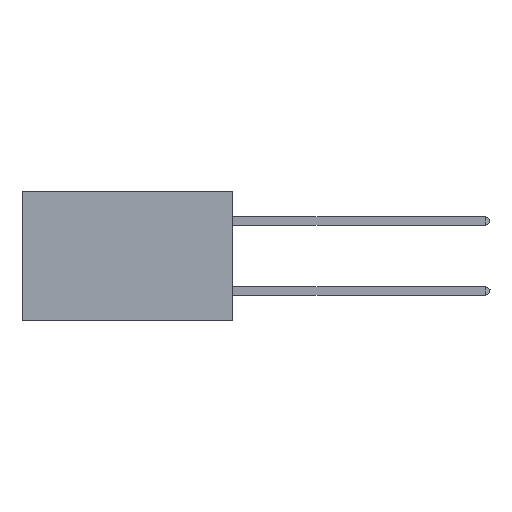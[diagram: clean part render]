
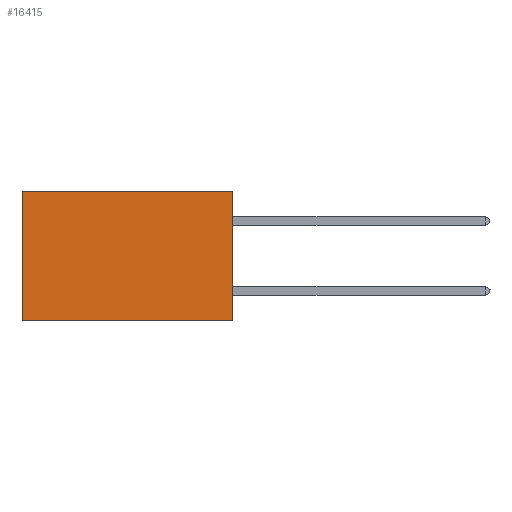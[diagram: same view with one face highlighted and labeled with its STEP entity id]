
A CAD part, left-side view. The second image highlights one B-rep face of the part: STEP entity #16415.
In plain terms, the highlighted planar face has unit normal (-1, 0, 0).
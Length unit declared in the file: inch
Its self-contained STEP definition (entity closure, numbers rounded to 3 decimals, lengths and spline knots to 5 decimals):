
#306 = EDGE_LOOP ( 'NONE', ( #12169, #15254, #325, #3657 ) ) ;
#325 = ORIENTED_EDGE ( 'NONE', *, *, #6139, .F. ) ;
#573 = CARTESIAN_POINT ( 'NONE',  ( 0.2875, 0., 0. ) ) ;
#643 = FACE_OUTER_BOUND ( 'NONE', #306, .T. ) ;
#854 = CARTESIAN_POINT ( 'NONE',  ( 0.2875, 0.6, -0.37 ) ) ;
#994 = LINE ( 'NONE', #16122, #7511 ) ;
#1517 = DIRECTION ( 'NONE',  ( 0., 0., -1. ) ) ;
#1808 = AXIS2_PLACEMENT_3D ( 'NONE', #12996, #4127, #1517 ) ;
#3210 = LINE ( 'NONE', #9757, #9662 ) ;
#3417 = VERTEX_POINT ( 'NONE', #9349 ) ;
#3657 = ORIENTED_EDGE ( 'NONE', *, *, #5735, .T. ) ;
#4127 = DIRECTION ( 'NONE',  ( 1., 0., 0. ) ) ;
#4424 = CARTESIAN_POINT ( 'NONE',  ( 0.2875, 0.6, 0. ) ) ;
#4852 = DIRECTION ( 'NONE',  ( 0., 1., 0. ) ) ;
#5705 = DIRECTION ( 'NONE',  ( 0., 0., -1. ) ) ;
#5735 = EDGE_CURVE ( 'NONE', #3417, #13763, #3210, .T. ) ;
#6139 = EDGE_CURVE ( 'NONE', #3417, #13597, #10839, .T. ) ;
#7511 = VECTOR ( 'NONE', #4852, 39.37008 ) ;
#7823 = VECTOR ( 'NONE', #15757, 39.37008 ) ;
#9349 = CARTESIAN_POINT ( 'NONE',  ( 0.2875, 0., 0. ) ) ;
#9662 = VECTOR ( 'NONE', #11240, 39.37008 ) ;
#9757 = CARTESIAN_POINT ( 'NONE',  ( 0.2875, 0., 0. ) ) ;
#10839 = LINE ( 'NONE', #573, #7823 ) ;
#10900 = EDGE_CURVE ( 'NONE', #13763, #14722, #13327, .T. ) ;
#11240 = DIRECTION ( 'NONE',  ( 0., 1., 0. ) ) ;
#11513 = CARTESIAN_POINT ( 'NONE',  ( 0.2875, 0., -0.37 ) ) ;
#11786 = CARTESIAN_POINT ( 'NONE',  ( 0.2875, 0.6, 0. ) ) ;
#12169 = ORIENTED_EDGE ( 'NONE', *, *, #10900, .T. ) ;
#12949 = VECTOR ( 'NONE', #5705, 39.37008 ) ;
#12996 = CARTESIAN_POINT ( 'NONE',  ( 0.2875, 0., 0. ) ) ;
#13327 = LINE ( 'NONE', #4424, #12949 ) ;
#13597 = VERTEX_POINT ( 'NONE', #11513 ) ;
#13763 = VERTEX_POINT ( 'NONE', #11786 ) ;
#14722 = VERTEX_POINT ( 'NONE', #854 ) ;
#14729 = EDGE_CURVE ( 'NONE', #13597, #14722, #994, .T. ) ;
#15254 = ORIENTED_EDGE ( 'NONE', *, *, #14729, .F. ) ;
#15463 = PLANE ( 'NONE',  #1808 ) ;
#15757 = DIRECTION ( 'NONE',  ( 0., 0., -1. ) ) ;
#16122 = CARTESIAN_POINT ( 'NONE',  ( 0.2875, 0., -0.37 ) ) ;
#16415 = ADVANCED_FACE ( 'NONE', ( #643 ), #15463, .F. ) ;
